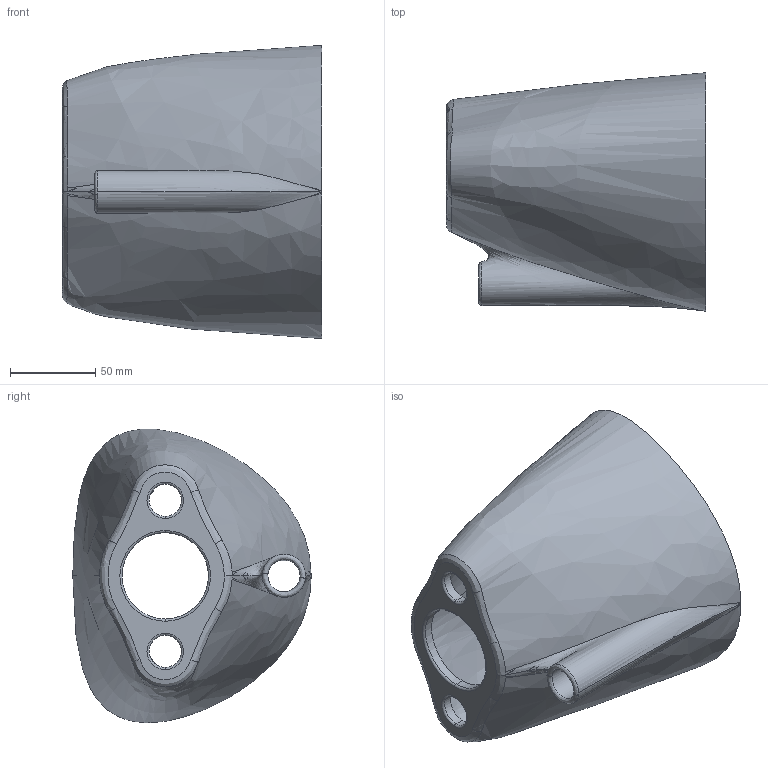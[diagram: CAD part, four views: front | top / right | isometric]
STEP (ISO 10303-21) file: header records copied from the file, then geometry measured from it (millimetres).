
FILE_DESCRIPTION (( 'STEP AP214' ), '1' );
FILE_NAME ('Shelled Cowling.STEP', '2022-09-19T20:49:34', ( '' ), ( '' ), 'SwSTEP 2.0', 'SolidWorks 2022', '' );
FILE_SCHEMA (( 'AUTOMOTIVE_DESIGN' ));
Length unit declared in the file: inch
Products named in the file (1): Shelled Cowling
Bounding box: 152.4 x 140.24 x 172.49 mm (x, y, z)
Volume: 452889.3 mm3; surface area: 154139.3 mm2
Topology: 1 solids, 1 shells, 61 faces, 172 edges, 112 vertices
Faces by surface type: bspline 26, cylinder 22, plane 7, torus 6
Entity records: 18775 total; most frequent: CARTESIAN_POINT 17369, ORIENTED_EDGE 344, DIRECTION 194, EDGE_CURVE 172, VERTEX_POINT 112, B_SPLINE_CURVE_WITH_KNOTS 100, AXIS2_PLACEMENT_3D 88, EDGE_LOOP 76
